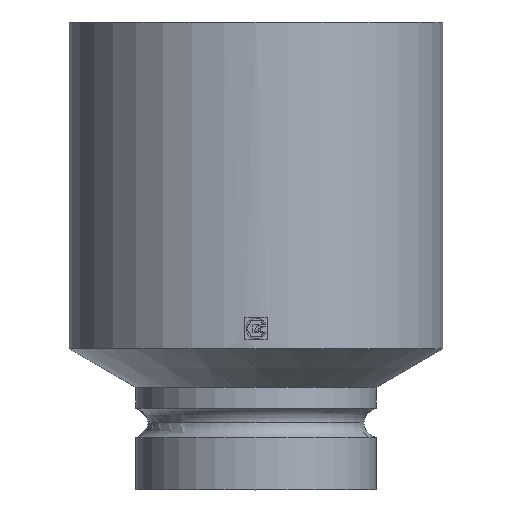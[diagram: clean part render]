
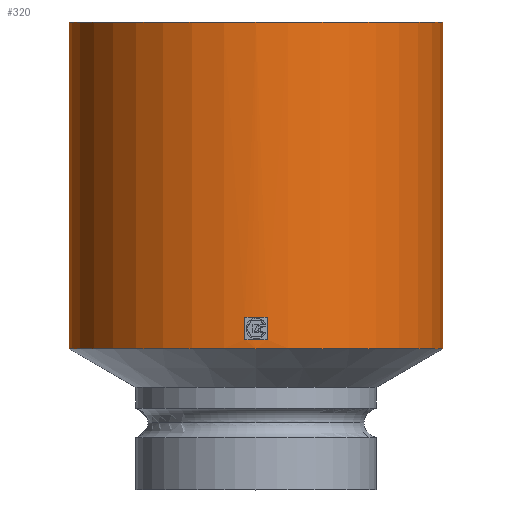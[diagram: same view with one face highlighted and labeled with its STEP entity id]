
A CAD part, top view. The second image highlights one B-rep face of the part: STEP entity #320.
In plain terms, the highlighted cylindrical face has radius 42 mm (diameter 84 mm), a partial arc.
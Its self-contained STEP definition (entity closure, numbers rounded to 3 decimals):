
#26 = CARTESIAN_POINT ( 'NONE',  ( 0., 105., 0. ) ) ;
#57 = DIRECTION ( 'NONE',  ( -0.059, 0., 0.998 ) ) ;
#102 = EDGE_CURVE ( 'NONE', #1078, #747, #815, .T. ) ;
#139 = EDGE_CURVE ( 'NONE', #399, #1384, #1059, .T. ) ;
#162 = LINE ( 'NONE', #1672, #1689 ) ;
#196 = VERTEX_POINT ( 'NONE', #1736 ) ;
#257 = VECTOR ( 'NONE', #1601, 1000. ) ;
#258 = AXIS2_PLACEMENT_3D ( 'NONE', #1693, #1268, #1676 ) ;
#275 = AXIS2_PLACEMENT_3D ( 'NONE', #26, #1400, #706 ) ;
#320 = ADVANCED_FACE ( 'NONE', ( #1227, #1253 ), #1329, .T. ) ;
#383 = ORIENTED_EDGE ( 'NONE', *, *, #609, .T. ) ;
#399 = VERTEX_POINT ( 'NONE', #728 ) ;
#403 = CARTESIAN_POINT ( 'NONE',  ( 0., 31.66, 0. ) ) ;
#421 = AXIS2_PLACEMENT_3D ( 'NONE', #761, #1029, #57 ) ;
#457 = ORIENTED_EDGE ( 'NONE', *, *, #139, .F. ) ;
#528 = DIRECTION ( 'NONE',  ( 1., 0., 0. ) ) ;
#553 = DIRECTION ( 'NONE',  ( 0., -1., 0. ) ) ;
#555 = DIRECTION ( 'NONE',  ( 0., -1., 0. ) ) ;
#609 = EDGE_CURVE ( 'NONE', #196, #1219, #1511, .T. ) ;
#706 = DIRECTION ( 'NONE',  ( 1., 0., 0. ) ) ;
#721 = CARTESIAN_POINT ( 'NONE',  ( 42., 31.66, 0. ) ) ;
#728 = CARTESIAN_POINT ( 'NONE',  ( 42., 105., 0. ) ) ;
#747 = VERTEX_POINT ( 'NONE', #914 ) ;
#761 = CARTESIAN_POINT ( 'NONE',  ( 0., 38.636, 0. ) ) ;
#791 = CARTESIAN_POINT ( 'NONE',  ( -2.499, 38.636, 41.926 ) ) ;
#800 = CIRCLE ( 'NONE', #421, 42. ) ;
#815 = CIRCLE ( 'NONE', #258, 42. ) ;
#903 = CARTESIAN_POINT ( 'NONE',  ( -42., 31.66, 0. ) ) ;
#914 = CARTESIAN_POINT ( 'NONE',  ( -2.499, 33.66, 41.926 ) ) ;
#959 = CARTESIAN_POINT ( 'NONE',  ( 0., 2.042, 0. ) ) ;
#987 = ORIENTED_EDGE ( 'NONE', *, *, #1404, .F. ) ;
#1025 = EDGE_CURVE ( 'NONE', #1331, #747, #162, .T. ) ;
#1029 = DIRECTION ( 'NONE',  ( 0., -1., 0. ) ) ;
#1058 = CARTESIAN_POINT ( 'NONE',  ( 2.499, 33.66, 41.926 ) ) ;
#1059 = LINE ( 'NONE', #1445, #257 ) ;
#1078 = VERTEX_POINT ( 'NONE', #1380 ) ;
#1081 = CIRCLE ( 'NONE', #1621, 42. ) ;
#1088 = ORIENTED_EDGE ( 'NONE', *, *, #102, .T. ) ;
#1104 = EDGE_CURVE ( 'NONE', #399, #196, #1564, .T. ) ;
#1163 = ORIENTED_EDGE ( 'NONE', *, *, #1025, .F. ) ;
#1169 = EDGE_CURVE ( 'NONE', #1666, #1331, #800, .T. ) ;
#1184 = EDGE_LOOP ( 'NONE', ( #1717, #383, #1502, #457 ) ) ;
#1219 = VERTEX_POINT ( 'NONE', #903 ) ;
#1227 = FACE_BOUND ( 'NONE', #1496, .T. ) ;
#1253 = FACE_OUTER_BOUND ( 'NONE', #1184, .T. ) ;
#1268 = DIRECTION ( 'NONE',  ( 0., -1., 0. ) ) ;
#1296 = VECTOR ( 'NONE', #553, 1000. ) ;
#1304 = LINE ( 'NONE', #1058, #1477 ) ;
#1329 = CYLINDRICAL_SURFACE ( 'NONE', #1575, 42. ) ;
#1331 = VERTEX_POINT ( 'NONE', #791 ) ;
#1380 = CARTESIAN_POINT ( 'NONE',  ( 2.499, 33.66, 41.926 ) ) ;
#1384 = VERTEX_POINT ( 'NONE', #721 ) ;
#1400 = DIRECTION ( 'NONE',  ( 0., -1., 0. ) ) ;
#1404 = EDGE_CURVE ( 'NONE', #1078, #1666, #1304, .T. ) ;
#1431 = ORIENTED_EDGE ( 'NONE', *, *, #1169, .F. ) ;
#1445 = CARTESIAN_POINT ( 'NONE',  ( 42., 2.042, 0. ) ) ;
#1477 = VECTOR ( 'NONE', #1707, 1000. ) ;
#1496 = EDGE_LOOP ( 'NONE', ( #1163, #1431, #987, #1088 ) ) ;
#1502 = ORIENTED_EDGE ( 'NONE', *, *, #1670, .F. ) ;
#1511 = LINE ( 'NONE', #1680, #1296 ) ;
#1564 = CIRCLE ( 'NONE', #275, 42. ) ;
#1575 = AXIS2_PLACEMENT_3D ( 'NONE', #959, #1747, #528 ) ;
#1601 = DIRECTION ( 'NONE',  ( 0., -1., 0. ) ) ;
#1621 = AXIS2_PLACEMENT_3D ( 'NONE', #403, #1746, #1770 ) ;
#1630 = CARTESIAN_POINT ( 'NONE',  ( 2.499, 38.636, 41.926 ) ) ;
#1666 = VERTEX_POINT ( 'NONE', #1630 ) ;
#1670 = EDGE_CURVE ( 'NONE', #1384, #1219, #1081, .T. ) ;
#1672 = CARTESIAN_POINT ( 'NONE',  ( -2.499, 38.636, 41.926 ) ) ;
#1676 = DIRECTION ( 'NONE',  ( -0.059, 0., 0.998 ) ) ;
#1680 = CARTESIAN_POINT ( 'NONE',  ( -42., 2.042, 0. ) ) ;
#1689 = VECTOR ( 'NONE', #555, 1000. ) ;
#1693 = CARTESIAN_POINT ( 'NONE',  ( 0., 33.66, 0. ) ) ;
#1707 = DIRECTION ( 'NONE',  ( 0., 1., 0. ) ) ;
#1717 = ORIENTED_EDGE ( 'NONE', *, *, #1104, .T. ) ;
#1736 = CARTESIAN_POINT ( 'NONE',  ( -42., 105., 0. ) ) ;
#1746 = DIRECTION ( 'NONE',  ( 0., -1., 0. ) ) ;
#1747 = DIRECTION ( 'NONE',  ( 0., -1., 0. ) ) ;
#1770 = DIRECTION ( 'NONE',  ( 1., 0., 0. ) ) ;
